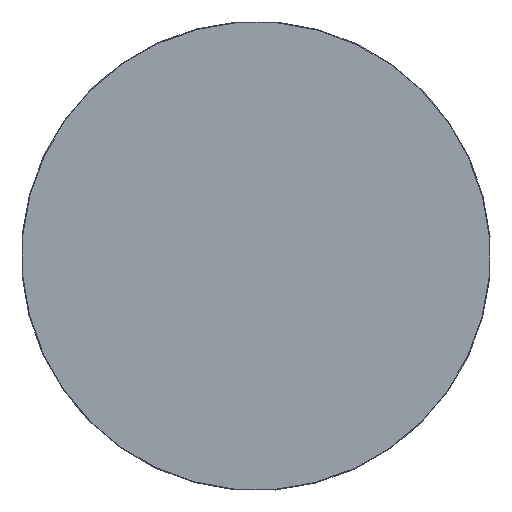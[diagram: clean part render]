
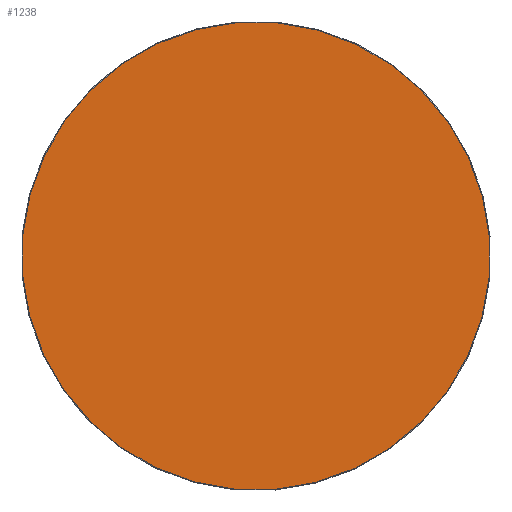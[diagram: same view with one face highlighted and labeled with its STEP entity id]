
A CAD part, front view. The second image highlights one B-rep face of the part: STEP entity #1238.
In plain terms, the highlighted planar face has unit normal (0, -1, 0).
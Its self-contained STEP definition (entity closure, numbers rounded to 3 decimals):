
#275=FACE_OUTER_BOUND('',#363,.T.);
#363=EDGE_LOOP('',(#1052,#1053));
#441=CIRCLE('',#1410,174.5);
#442=CIRCLE('',#1411,174.5);
#551=VERTEX_POINT('',#2262);
#552=VERTEX_POINT('',#2263);
#718=EDGE_CURVE('',#551,#552,#441,.T.);
#719=EDGE_CURVE('',#552,#551,#442,.T.);
#1052=ORIENTED_EDGE('',*,*,#718,.T.);
#1053=ORIENTED_EDGE('',*,*,#719,.T.);
#1088=PLANE('',#1413);
#1238=ADVANCED_FACE('',(#275),#1088,.T.);
#1410=AXIS2_PLACEMENT_3D('',#2264,#1755,#1756);
#1411=AXIS2_PLACEMENT_3D('',#2265,#1757,#1758);
#1413=AXIS2_PLACEMENT_3D('',#2267,#1761,#1762);
#1755=DIRECTION('center_axis',(0.,-1.,0.));
#1756=DIRECTION('ref_axis',(-0.996,0.,0.091));
#1757=DIRECTION('center_axis',(0.,-1.,0.));
#1758=DIRECTION('ref_axis',(-0.996,0.,0.091));
#1761=DIRECTION('center_axis',(0.,-1.,0.));
#1762=DIRECTION('ref_axis',(0.091,0.,0.996));
#2262=CARTESIAN_POINT('',(-171.99,-82.051,15.961));
#2263=CARTESIAN_POINT('',(-14.182,-82.051,-173.769));
#2264=CARTESIAN_POINT('Origin',(1.779,-82.051,0.));
#2265=CARTESIAN_POINT('Origin',(1.779,-82.051,0.));
#2267=CARTESIAN_POINT('Origin',(1.779,-82.051,0.));
